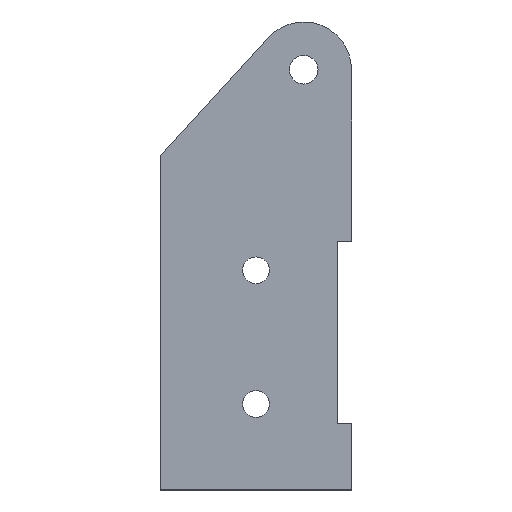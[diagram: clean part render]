
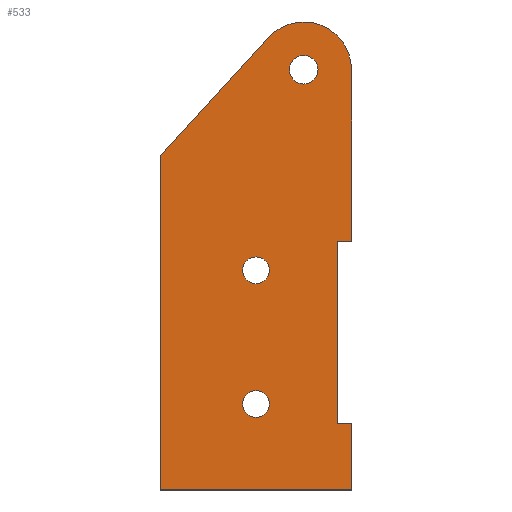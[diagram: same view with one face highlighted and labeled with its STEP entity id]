
A CAD part, top view. The second image highlights one B-rep face of the part: STEP entity #533.
In plain terms, the highlighted planar face has unit normal (0, 0, 1).
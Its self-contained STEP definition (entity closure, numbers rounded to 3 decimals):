
#36=CARTESIAN_POINT('Line Origine',(0.,-26.5,3.)) ;
#40=CARTESIAN_POINT('Vertex',(0.,-44.,3.)) ;
#42=CARTESIAN_POINT('Vertex',(0.,-9.,3.)) ;
#76=CARTESIAN_POINT('Line Origine',(5.655,-2.813,3.)) ;
#80=CARTESIAN_POINT('Vertex',(11.309,3.373,3.)) ;
#107=CARTESIAN_POINT('Axis2P3D Location',(15.,0.,3.)) ;
#111=CARTESIAN_POINT('Vertex',(20.,0.,3.)) ;
#138=CARTESIAN_POINT('Line Origine',(20.,-9.,3.)) ;
#142=CARTESIAN_POINT('Vertex',(20.,-18.,3.)) ;
#169=CARTESIAN_POINT('Line Origine',(19.25,-18.,3.)) ;
#173=CARTESIAN_POINT('Vertex',(18.5,-18.,3.)) ;
#200=CARTESIAN_POINT('Line Origine',(18.5,-27.5,3.)) ;
#204=CARTESIAN_POINT('Vertex',(18.5,-37.,3.)) ;
#231=CARTESIAN_POINT('Line Origine',(19.25,-37.,3.)) ;
#235=CARTESIAN_POINT('Vertex',(20.,-37.,3.)) ;
#257=CARTESIAN_POINT('Line Origine',(20.,-40.5,3.)) ;
#261=CARTESIAN_POINT('Vertex',(20.,-44.,3.)) ;
#288=CARTESIAN_POINT('Line Origine',(10.,-44.,3.)) ;
#316=CARTESIAN_POINT('Vertex',(13.5,0.,3.)) ;
#330=CARTESIAN_POINT('Vertex',(16.5,0.,3.)) ;
#333=CARTESIAN_POINT('Axis2P3D Location',(15.,0.,3.)) ;
#350=CARTESIAN_POINT('Axis2P3D Location',(15.,0.,3.)) ;
#373=CARTESIAN_POINT('Vertex',(8.6,-35.,3.)) ;
#387=CARTESIAN_POINT('Vertex',(11.4,-35.,3.)) ;
#390=CARTESIAN_POINT('Axis2P3D Location',(10.,-35.,3.)) ;
#407=CARTESIAN_POINT('Axis2P3D Location',(10.,-35.,3.)) ;
#430=CARTESIAN_POINT('Vertex',(8.6,-21.,3.)) ;
#444=CARTESIAN_POINT('Vertex',(11.4,-21.,3.)) ;
#447=CARTESIAN_POINT('Axis2P3D Location',(10.,-21.,3.)) ;
#464=CARTESIAN_POINT('Axis2P3D Location',(10.,-21.,3.)) ;
#505=CARTESIAN_POINT('Axis2P3D Location',(0.,0.,3.)) ;
#38=VECTOR('Line Direction',#37,1.) ;
#78=VECTOR('Line Direction',#77,1.) ;
#140=VECTOR('Line Direction',#139,1.) ;
#171=VECTOR('Line Direction',#170,1.) ;
#202=VECTOR('Line Direction',#201,1.) ;
#233=VECTOR('Line Direction',#232,1.) ;
#259=VECTOR('Line Direction',#258,1.) ;
#290=VECTOR('Line Direction',#289,1.) ;
#37=DIRECTION('Vector Direction',(0.,1.,0.)) ;
#77=DIRECTION('Vector Direction',(-0.675,-0.738,0.)) ;
#108=DIRECTION('Axis2P3D Direction',(0.,0.,-1.)) ;
#139=DIRECTION('Vector Direction',(0.,-1.,0.)) ;
#170=DIRECTION('Vector Direction',(1.,0.,0.)) ;
#201=DIRECTION('Vector Direction',(0.,1.,0.)) ;
#232=DIRECTION('Vector Direction',(-1.,0.,0.)) ;
#258=DIRECTION('Vector Direction',(0.,-1.,0.)) ;
#289=DIRECTION('Vector Direction',(1.,0.,0.)) ;
#334=DIRECTION('Axis2P3D Direction',(0.,0.,-1.)) ;
#351=DIRECTION('Axis2P3D Direction',(0.,0.,-1.)) ;
#391=DIRECTION('Axis2P3D Direction',(0.,0.,-1.)) ;
#408=DIRECTION('Axis2P3D Direction',(0.,0.,-1.)) ;
#448=DIRECTION('Axis2P3D Direction',(0.,0.,-1.)) ;
#465=DIRECTION('Axis2P3D Direction',(0.,0.,-1.)) ;
#506=DIRECTION('Axis2P3D Direction',(0.,0.,-1.)) ;
#507=DIRECTION('Axis2P3D XDirection',(1.,0.,0.)) ;
#109=AXIS2_PLACEMENT_3D('Circle Axis2P3D',#107,#108,$) ;
#335=AXIS2_PLACEMENT_3D('Circle Axis2P3D',#333,#334,$) ;
#352=AXIS2_PLACEMENT_3D('Circle Axis2P3D',#350,#351,$) ;
#392=AXIS2_PLACEMENT_3D('Circle Axis2P3D',#390,#391,$) ;
#409=AXIS2_PLACEMENT_3D('Circle Axis2P3D',#407,#408,$) ;
#449=AXIS2_PLACEMENT_3D('Circle Axis2P3D',#447,#448,$) ;
#466=AXIS2_PLACEMENT_3D('Circle Axis2P3D',#464,#465,$) ;
#508=AXIS2_PLACEMENT_3D('Plane Axis2P3D',#505,#506,#507) ;
#39=LINE('Line',#36,#38) ;
#79=LINE('Line',#76,#78) ;
#141=LINE('Line',#138,#140) ;
#172=LINE('Line',#169,#171) ;
#203=LINE('Line',#200,#202) ;
#234=LINE('Line',#231,#233) ;
#260=LINE('Line',#257,#259) ;
#291=LINE('Line',#288,#290) ;
#110=CIRCLE('generated circle',#109,5.) ;
#336=CIRCLE('generated circle',#335,1.5) ;
#353=CIRCLE('generated circle',#352,1.5) ;
#393=CIRCLE('generated circle',#392,1.4) ;
#410=CIRCLE('generated circle',#409,1.4) ;
#450=CIRCLE('generated circle',#449,1.4) ;
#467=CIRCLE('generated circle',#466,1.4) ;
#509=PLANE('',#508) ;
#524=FACE_BOUND('',#521,.T.) ;
#528=FACE_BOUND('',#525,.T.) ;
#532=FACE_BOUND('',#529,.T.) ;
#44=EDGE_CURVE('',#41,#43,#39,.T.) ;
#82=EDGE_CURVE('',#43,#81,#79,.F.) ;
#113=EDGE_CURVE('',#81,#112,#110,.T.) ;
#144=EDGE_CURVE('',#112,#143,#141,.T.) ;
#175=EDGE_CURVE('',#143,#174,#172,.F.) ;
#206=EDGE_CURVE('',#174,#205,#203,.F.) ;
#237=EDGE_CURVE('',#205,#236,#234,.F.) ;
#263=EDGE_CURVE('',#236,#262,#260,.T.) ;
#292=EDGE_CURVE('',#262,#41,#291,.F.) ;
#337=EDGE_CURVE('',#317,#331,#336,.T.) ;
#354=EDGE_CURVE('',#331,#317,#353,.T.) ;
#394=EDGE_CURVE('',#374,#388,#393,.T.) ;
#411=EDGE_CURVE('',#388,#374,#410,.T.) ;
#451=EDGE_CURVE('',#431,#445,#450,.T.) ;
#468=EDGE_CURVE('',#445,#431,#467,.T.) ;
#511=ORIENTED_EDGE('',*,*,#292,.F.) ;
#512=ORIENTED_EDGE('',*,*,#263,.F.) ;
#513=ORIENTED_EDGE('',*,*,#237,.F.) ;
#514=ORIENTED_EDGE('',*,*,#206,.F.) ;
#515=ORIENTED_EDGE('',*,*,#175,.F.) ;
#516=ORIENTED_EDGE('',*,*,#144,.F.) ;
#517=ORIENTED_EDGE('',*,*,#113,.F.) ;
#518=ORIENTED_EDGE('',*,*,#82,.F.) ;
#519=ORIENTED_EDGE('',*,*,#44,.F.) ;
#522=ORIENTED_EDGE('',*,*,#354,.T.) ;
#523=ORIENTED_EDGE('',*,*,#337,.T.) ;
#526=ORIENTED_EDGE('',*,*,#411,.T.) ;
#527=ORIENTED_EDGE('',*,*,#394,.T.) ;
#530=ORIENTED_EDGE('',*,*,#468,.T.) ;
#531=ORIENTED_EDGE('',*,*,#451,.T.) ;
#510=EDGE_LOOP('',(#511,#512,#513,#514,#515,#516,#517,#518,#519)) ;
#521=EDGE_LOOP('',(#522,#523)) ;
#525=EDGE_LOOP('',(#526,#527)) ;
#529=EDGE_LOOP('',(#530,#531)) ;
#41=VERTEX_POINT('',#40) ;
#43=VERTEX_POINT('',#42) ;
#81=VERTEX_POINT('',#80) ;
#112=VERTEX_POINT('',#111) ;
#143=VERTEX_POINT('',#142) ;
#174=VERTEX_POINT('',#173) ;
#205=VERTEX_POINT('',#204) ;
#236=VERTEX_POINT('',#235) ;
#262=VERTEX_POINT('',#261) ;
#317=VERTEX_POINT('',#316) ;
#331=VERTEX_POINT('',#330) ;
#374=VERTEX_POINT('',#373) ;
#388=VERTEX_POINT('',#387) ;
#431=VERTEX_POINT('',#430) ;
#445=VERTEX_POINT('',#444) ;
#533=ADVANCED_FACE('PartBody',(#520,#524,#528,#532),#509,.F.) ;
#520=FACE_OUTER_BOUND('',#510,.T.) ;
